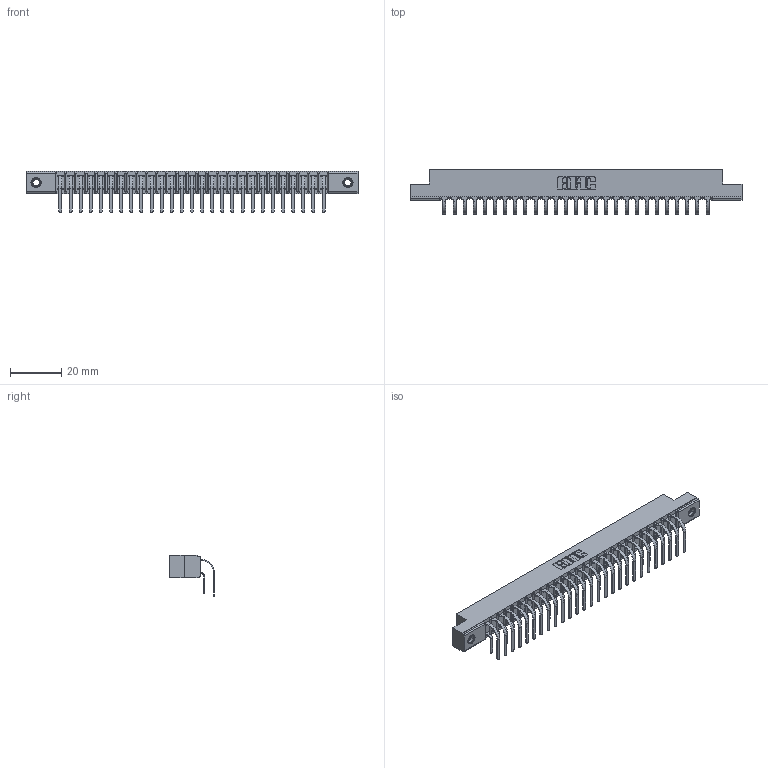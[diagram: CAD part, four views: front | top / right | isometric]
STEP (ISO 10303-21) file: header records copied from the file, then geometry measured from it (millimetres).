
FILE_DESCRIPTION (( 'STEP AP203' ), '1' );
FILE_NAME ('307-054-559-207.STEP', '2022-07-08T17:23:26', ( '' ), ( '' ), 'SwSTEP 2.0', 'SolidWorks 2020', '' );
FILE_SCHEMA (( 'CONFIG_CONTROL_DESIGN' ));
Length unit declared in the file: inch
Products named in the file (5): 307-054-559-207; 307 Part_.156 Dia Mounting Holes; 307-290-001_559 - 2 (Single); 345-250-001_345-250-005-103; 307-290-001_558 559 - 1 (Single)
Assembly tree (57 placements, depth 2):
  307-054-559-207
    307 Part_.156 Dia Mounting Holes
    307-290-001_558 559 - 1 (Single)  x27
    307-290-001_559 - 2 (Single)  x27
    345-250-001_345-250-005-103  x2
Bounding box: 130 x 17.51 x 16.08 mm (x, y, z)
Volume: 8692.2 mm3; surface area: 16781.3 mm2
Topology: 57 solids, 57 shells, 2906 faces, 8127 edges, 5262 vertices
Faces by surface type: plane 1884, cylinder 950, sphere 56, cone 12, torus 4
Entity records: 28492 total; most frequent: CARTESIAN_POINT 4652, ORIENTED_EDGE 4602, DIRECTION 4571, EDGE_CURVE 2301, VECTOR 1757, LINE 1757, VERTEX_POINT 1488, AXIS2_PLACEMENT_3D 1407
